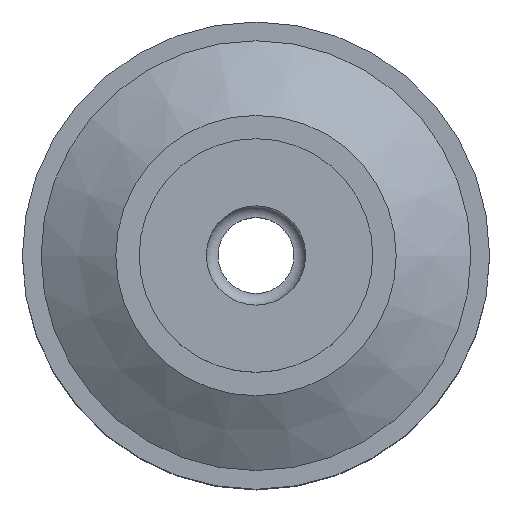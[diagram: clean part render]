
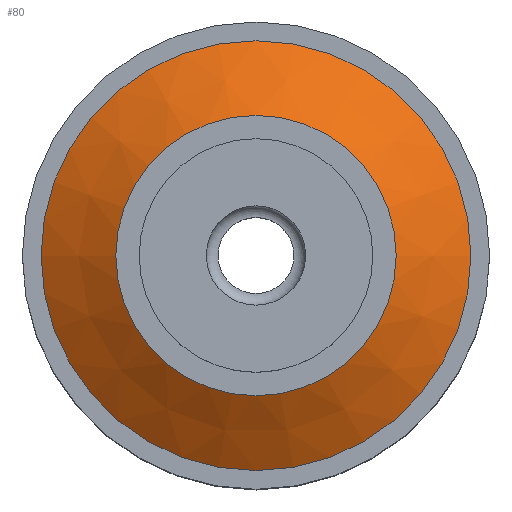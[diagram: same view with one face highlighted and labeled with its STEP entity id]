
A CAD part, top view. The second image highlights one B-rep face of the part: STEP entity #80.
In plain terms, the highlighted conical face has half-angle 58.058 degrees and reference radius 12 mm.
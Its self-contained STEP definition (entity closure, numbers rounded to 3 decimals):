
#80 = ADVANCED_FACE( '', ( #147, #148 ), #149, .T. );
#147 = FACE_OUTER_BOUND( '', #324, .T. );
#148 = FACE_BOUND( '', #325, .T. );
#149 = CONICAL_SURFACE( '', #326, 12., 1.013 );
#324 = EDGE_LOOP( '', ( #507 ) );
#325 = EDGE_LOOP( '', ( #508 ) );
#326 = AXIS2_PLACEMENT_3D( '', #509, #510, #511 );
#507 = ORIENTED_EDGE( '', *, *, #792, .F. );
#508 = ORIENTED_EDGE( '', *, *, #791, .T. );
#509 = CARTESIAN_POINT( '', ( 0., 0., 37.4 ) );
#510 = DIRECTION( '', ( 0., 0., -1. ) );
#511 = DIRECTION( '', ( -1., 0., 0. ) );
#791 = EDGE_CURVE( '', #854, #854, #855, .T. );
#792 = EDGE_CURVE( '', #856, #856, #857, .T. );
#854 = VERTEX_POINT( '', #972 );
#855 = CIRCLE( '', #973, 12. );
#856 = VERTEX_POINT( '', #974 );
#857 = CIRCLE( '', #975, 18.396 );
#972 = CARTESIAN_POINT( '', ( -12., 0., 37.4 ) );
#973 = AXIS2_PLACEMENT_3D( '', #1094, #1095, #1096 );
#974 = CARTESIAN_POINT( '', ( -18.396, 0., 33.412 ) );
#975 = AXIS2_PLACEMENT_3D( '', #1097, #1098, #1099 );
#1094 = CARTESIAN_POINT( '', ( 0., 0., 37.4 ) );
#1095 = DIRECTION( '', ( 0., 0., -1. ) );
#1096 = DIRECTION( '', ( -1., 0., 0. ) );
#1097 = CARTESIAN_POINT( '', ( 0., 0., 33.412 ) );
#1098 = DIRECTION( '', ( 0., 0., -1. ) );
#1099 = DIRECTION( '', ( -1., 0., 0. ) );
